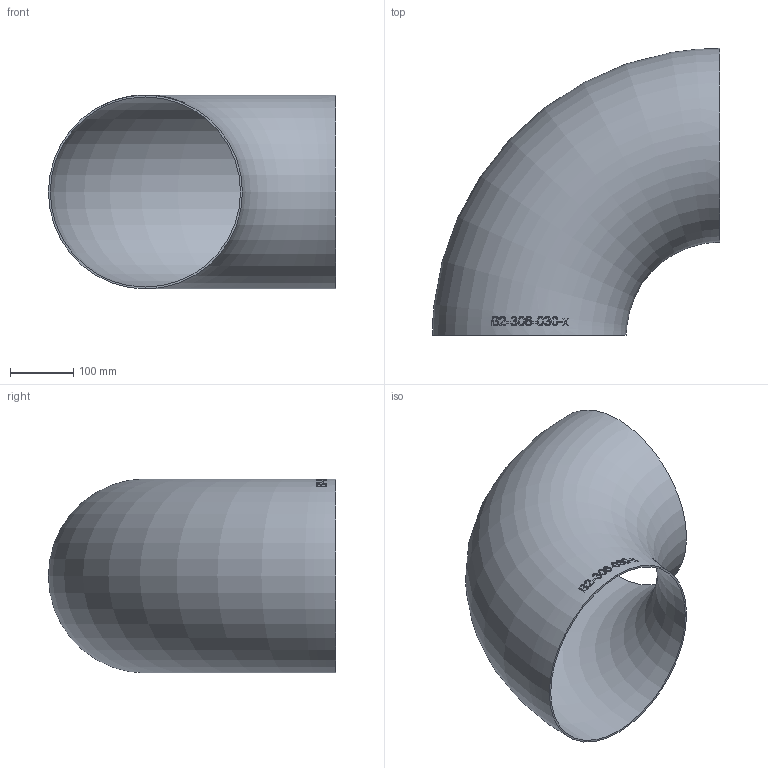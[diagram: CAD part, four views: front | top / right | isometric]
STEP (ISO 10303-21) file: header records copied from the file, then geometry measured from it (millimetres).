
FILE_DESCRIPTION (( 'STEP AP214' ), '1' );
FILE_NAME ('B2-306-030-x Bogen 2004.STEP', '2020-04-01T11:43:45', ( '' ), ( '' ), 'SwSTEP 2.0', 'SolidWorks 2019', '' );
FILE_SCHEMA (( 'AUTOMOTIVE_DESIGN' ));
Length unit declared in the file: millimetre
Products named in the file (1): B2-306-030-x Bogen 2004
Bounding box: 453 x 453 x 306 mm (x, y, z)
Volume: 1345703.5 mm3; surface area: 902884.7 mm2
Topology: 1 solids, 1 shells, 162 faces, 430 edges, 287 vertices
Faces by surface type: bspline 139, torus 21, plane 2
Entity records: 38266 total; most frequent: CARTESIAN_POINT 33832, ORIENTED_EDGE 842, EDGE_CURVE 421, B_SPLINE_CURVE_WITH_KNOTS 417, VERTEX_POINT 282, EDGE_LOOP 183, FACE_OUTER_BOUND 163, ADVANCED_FACE 161
